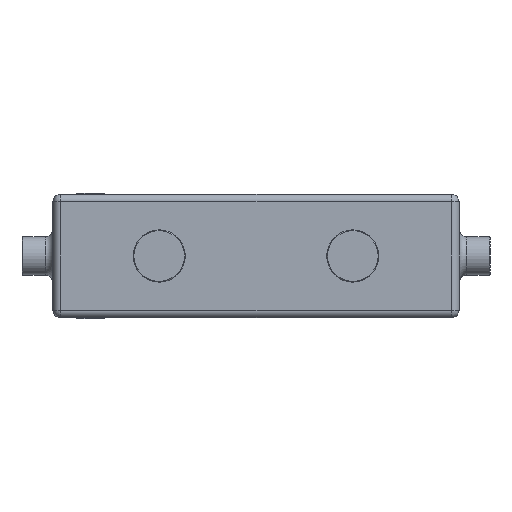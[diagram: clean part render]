
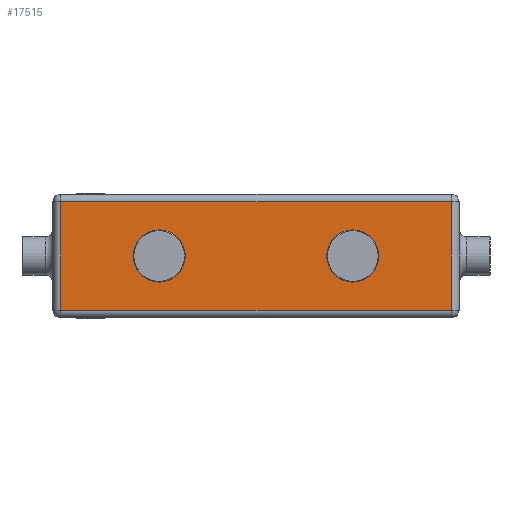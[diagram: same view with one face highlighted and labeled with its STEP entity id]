
A CAD part, left-side view. The second image highlights one B-rep face of the part: STEP entity #17515.
In plain terms, the highlighted planar face has unit normal (-1, 0, 0).
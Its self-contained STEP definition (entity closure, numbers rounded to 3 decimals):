
#123 = DIRECTION ( 'NONE',  ( 0., 0., -1. ) ) ;
#294 = CARTESIAN_POINT ( 'NONE',  ( -40., -126., -35. ) ) ;
#759 = VECTOR ( 'NONE', #1809, 1000. ) ;
#1574 = DIRECTION ( 'NONE',  ( 0., 1., 0. ) ) ;
#1809 = DIRECTION ( 'NONE',  ( 0., 0., 1. ) ) ;
#1838 = DIRECTION ( 'NONE',  ( 0., 0., -1. ) ) ;
#2001 = EDGE_LOOP ( 'NONE', ( #17954, #13733 ) ) ;
#2097 = CIRCLE ( 'NONE', #10905, 16.85 ) ;
#2631 = DIRECTION ( 'NONE',  ( -1., 0., 0. ) ) ;
#2977 = EDGE_CURVE ( 'NONE', #18321, #21009, #2097, .T. ) ;
#3829 = CARTESIAN_POINT ( 'NONE',  ( -40., -62.5, 0. ) ) ;
#4208 = ORIENTED_EDGE ( 'NONE', *, *, #10860, .T. ) ;
#5305 = EDGE_CURVE ( 'NONE', #23948, #14078, #15720, .T. ) ;
#5364 = EDGE_CURVE ( 'NONE', #20256, #23948, #9098, .T. ) ;
#5531 = CIRCLE ( 'NONE', #24230, 16.85 ) ;
#5541 = DIRECTION ( 'NONE',  ( -1., 0., 0. ) ) ;
#5693 = EDGE_CURVE ( 'NONE', #15713, #20314, #18142, .T. ) ;
#6051 = CARTESIAN_POINT ( 'NONE',  ( -40., 126., 40. ) ) ;
#6165 = LINE ( 'NONE', #13281, #759 ) ;
#6365 = CARTESIAN_POINT ( 'NONE',  ( -40., -126., 35. ) ) ;
#6481 = CARTESIAN_POINT ( 'NONE',  ( -40., 62.5, 0. ) ) ;
#6873 = ORIENTED_EDGE ( 'NONE', *, *, #5364, .T. ) ;
#6934 = CARTESIAN_POINT ( 'NONE',  ( -40., 62.5, 16.85 ) ) ;
#7302 = EDGE_CURVE ( 'NONE', #21009, #18321, #5531, .T. ) ;
#7649 = ORIENTED_EDGE ( 'NONE', *, *, #5693, .F. ) ;
#8333 = AXIS2_PLACEMENT_3D ( 'NONE', #6481, #2631, #16065 ) ;
#8530 = DIRECTION ( 'NONE',  ( 0., 0., -1. ) ) ;
#8703 = CARTESIAN_POINT ( 'NONE',  ( -40., -131., 40. ) ) ;
#9098 = LINE ( 'NONE', #6051, #15106 ) ;
#9271 = EDGE_LOOP ( 'NONE', ( #24537, #7649 ) ) ;
#9288 = CARTESIAN_POINT ( 'NONE',  ( -40., -131., 35. ) ) ;
#10860 = EDGE_CURVE ( 'NONE', #14078, #17100, #6165, .T. ) ;
#10905 = AXIS2_PLACEMENT_3D ( 'NONE', #11424, #5541, #11350 ) ;
#11350 = DIRECTION ( 'NONE',  ( 0., 0., -1. ) ) ;
#11415 = CARTESIAN_POINT ( 'NONE',  ( -40., 126., -35. ) ) ;
#11424 = CARTESIAN_POINT ( 'NONE',  ( -40., -62.5, 0. ) ) ;
#11572 = CARTESIAN_POINT ( 'NONE',  ( -40., 62.5, 0. ) ) ;
#12073 = CARTESIAN_POINT ( 'NONE',  ( -40., -62.5, 16.85 ) ) ;
#13281 = CARTESIAN_POINT ( 'NONE',  ( -40., -126., 40. ) ) ;
#13733 = ORIENTED_EDGE ( 'NONE', *, *, #2977, .F. ) ;
#14078 = VERTEX_POINT ( 'NONE', #294 ) ;
#14110 = CARTESIAN_POINT ( 'NONE',  ( -40., 126., 35. ) ) ;
#14141 = VECTOR ( 'NONE', #1574, 1000. ) ;
#14649 = EDGE_CURVE ( 'NONE', #20314, #15713, #15901, .T. ) ;
#14783 = VECTOR ( 'NONE', #15618, 1000. ) ;
#15106 = VECTOR ( 'NONE', #19682, 1000. ) ;
#15120 = EDGE_LOOP ( 'NONE', ( #22478, #4208, #16341, #6873 ) ) ;
#15130 = AXIS2_PLACEMENT_3D ( 'NONE', #11572, #15260, #123 ) ;
#15260 = DIRECTION ( 'NONE',  ( -1., 0., 0. ) ) ;
#15278 = AXIS2_PLACEMENT_3D ( 'NONE', #8703, #21913, #8530 ) ;
#15618 = DIRECTION ( 'NONE',  ( 0., -1., 0. ) ) ;
#15713 = VERTEX_POINT ( 'NONE', #18854 ) ;
#15720 = LINE ( 'NONE', #17575, #14783 ) ;
#15901 = CIRCLE ( 'NONE', #8333, 16.85 ) ;
#16065 = DIRECTION ( 'NONE',  ( 0., 0., -1. ) ) ;
#16341 = ORIENTED_EDGE ( 'NONE', *, *, #18008, .T. ) ;
#16627 = FACE_OUTER_BOUND ( 'NONE', #15120, .T. ) ;
#17100 = VERTEX_POINT ( 'NONE', #6365 ) ;
#17515 = ADVANCED_FACE ( 'NONE', ( #16627, #23564, #17831 ), #18298, .F. ) ;
#17575 = CARTESIAN_POINT ( 'NONE',  ( -40., -131., -35. ) ) ;
#17831 = FACE_BOUND ( 'NONE', #9271, .T. ) ;
#17954 = ORIENTED_EDGE ( 'NONE', *, *, #7302, .F. ) ;
#18008 = EDGE_CURVE ( 'NONE', #17100, #20256, #21718, .T. ) ;
#18142 = CIRCLE ( 'NONE', #15130, 16.85 ) ;
#18298 = PLANE ( 'NONE',  #15278 ) ;
#18321 = VERTEX_POINT ( 'NONE', #18421 ) ;
#18421 = CARTESIAN_POINT ( 'NONE',  ( -40., -62.5, -16.85 ) ) ;
#18854 = CARTESIAN_POINT ( 'NONE',  ( -40., 62.5, -16.85 ) ) ;
#18991 = DIRECTION ( 'NONE',  ( -1., 0., 0. ) ) ;
#19682 = DIRECTION ( 'NONE',  ( 0., 0., -1. ) ) ;
#20256 = VERTEX_POINT ( 'NONE', #14110 ) ;
#20314 = VERTEX_POINT ( 'NONE', #6934 ) ;
#21009 = VERTEX_POINT ( 'NONE', #12073 ) ;
#21718 = LINE ( 'NONE', #9288, #14141 ) ;
#21913 = DIRECTION ( 'NONE',  ( 1., 0., 0. ) ) ;
#22478 = ORIENTED_EDGE ( 'NONE', *, *, #5305, .T. ) ;
#23564 = FACE_BOUND ( 'NONE', #2001, .T. ) ;
#23948 = VERTEX_POINT ( 'NONE', #11415 ) ;
#24230 = AXIS2_PLACEMENT_3D ( 'NONE', #3829, #18991, #1838 ) ;
#24537 = ORIENTED_EDGE ( 'NONE', *, *, #14649, .F. ) ;
